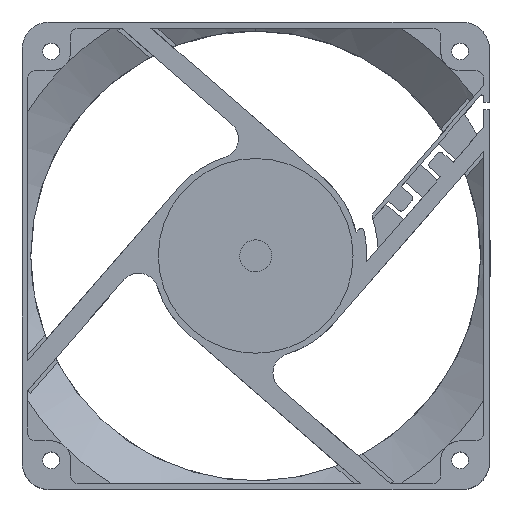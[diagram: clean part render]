
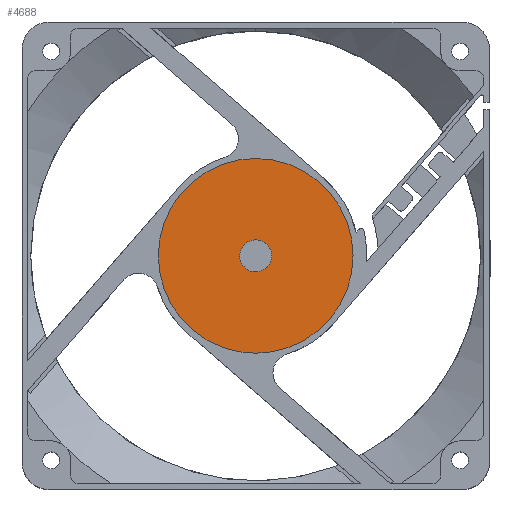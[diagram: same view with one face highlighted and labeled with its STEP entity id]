
A CAD part, top view. The second image highlights one B-rep face of the part: STEP entity #4688.
In plain terms, the highlighted planar face has unit normal (0, 0, 1).
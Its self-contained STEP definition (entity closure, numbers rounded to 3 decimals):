
#405 = CARTESIAN_POINT ( 'NONE',  ( 3.287, 2.518, -0.3 ) ) ;
#627 = CARTESIAN_POINT ( 'NONE',  ( -1.695, 3.741, -0.3 ) ) ;
#1501 = AXIS2_PLACEMENT_3D ( 'NONE', #7234, #4801, #9669 ) ;
#1727 = CARTESIAN_POINT ( 'NONE',  ( 0., 4.105, -0.3 ) ) ;
#1728 = CARTESIAN_POINT ( 'NONE',  ( -2.71, 3.095, -0.3 ) ) ;
#1840 = CARTESIAN_POINT ( 'NONE',  ( -4.105, 0.544, -0.3 ) ) ;
#2057 = ORIENTED_EDGE ( 'NONE', *, *, #15298, .T. ) ;
#2276 = CARTESIAN_POINT ( 'NONE',  ( -0.539, 4.105, -0.3 ) ) ;
#2328 = CIRCLE ( 'NONE', #1501, 25. ) ;
#2838 = CARTESIAN_POINT ( 'NONE',  ( 2.71, -3.095, -0.3 ) ) ;
#2947 = CARTESIAN_POINT ( 'NONE',  ( 0., -4.105, -0.3 ) ) ;
#3116 = CARTESIAN_POINT ( 'NONE',  ( -0.544, -4.105, -0.3 ) ) ;
#3958 = DIRECTION ( 'NONE',  ( 0., 0., 1. ) ) ;
#3989 = CARTESIAN_POINT ( 'NONE',  ( 25., 0., -0.3 ) ) ;
#4159 = DIRECTION ( 'NONE',  ( 0., 0., 1. ) ) ;
#4181 = CARTESIAN_POINT ( 'NONE',  ( 0., -4.105, -0.3 ) ) ;
#4183 = CARTESIAN_POINT ( 'NONE',  ( -2.074, -3.584, -0.3 ) ) ;
#4341 = CARTESIAN_POINT ( 'NONE',  ( -2.518, -3.287, -0.3 ) ) ;
#4688 = ADVANCED_FACE ( 'NONE', ( #13057, #9685 ), #5344, .T. ) ;
#4801 = DIRECTION ( 'NONE',  ( 0., 0., 1. ) ) ;
#4852 = EDGE_CURVE ( 'NONE', #13076, #6492, #13982, .T. ) ;
#5291 = DIRECTION ( 'NONE',  ( 1., 0., 0. ) ) ;
#5344 = PLANE ( 'NONE',  #5673 ) ;
#5559 = CARTESIAN_POINT ( 'NONE',  ( 1.695, -3.741, -0.3 ) ) ;
#5624 = CARTESIAN_POINT ( 'NONE',  ( -3.287, -2.518, -0.3 ) ) ;
#5673 = AXIS2_PLACEMENT_3D ( 'NONE', #12926, #3958, #5291 ) ;
#6183 = VERTEX_POINT ( 'NONE', #3989 ) ;
#6492 = VERTEX_POINT ( 'NONE', #14787 ) ;
#6613 = CARTESIAN_POINT ( 'NONE',  ( 1.819, -3.683, -0.3 ) ) ;
#6760 = DIRECTION ( 'NONE',  ( 1., 0., 0. ) ) ;
#6783 = CARTESIAN_POINT ( 'NONE',  ( -4.001, 1.068, -0.3 ) ) ;
#6934 = ORIENTED_EDGE ( 'NONE', *, *, #4852, .T. ) ;
#6936 = CARTESIAN_POINT ( 'NONE',  ( -2.4, 3.351, -0.3 ) ) ;
#7003 = CARTESIAN_POINT ( 'NONE',  ( 0., 4.105, -0.3 ) ) ;
#7234 = CARTESIAN_POINT ( 'NONE',  ( 0., 0., -0.3 ) ) ;
#7509 = CARTESIAN_POINT ( 'NONE',  ( 0., -4.105, -0.3 ) ) ;
#7954 = CARTESIAN_POINT ( 'NONE',  ( 1.068, 4.001, -0.3 ) ) ;
#8015 = CARTESIAN_POINT ( 'NONE',  ( -4.105, -0.544, -0.3 ) ) ;
#8113 = CARTESIAN_POINT ( 'NONE',  ( 0.544, 4.105, -0.3 ) ) ;
#8232 = ORIENTED_EDGE ( 'NONE', *, *, #16026, .T. ) ;
#8233 = CARTESIAN_POINT ( 'NONE',  ( -2.056, 3.556, -0.3 ) ) ;
#8707 = ORIENTED_EDGE ( 'NONE', *, *, #9181, .T. ) ;
#9167 = B_SPLINE_CURVE_WITH_KNOTS ( 'NONE', 3,
 ( #1727, #8113, #7954, #15439, #9221, #405, #13089, #9168, #10448, #10660, #10500, #13029, #14180, #2838, #14227, #15501, #6613, #5559, #11709, #11768, #4181 ),
 .UNSPECIFIED., .F., .F.,
 ( 4, 2, 2, 2, 2, 2, 2, 1, 2, 2, 4 ),
 ( 0., 0.125, 0.25, 0.375, 0.5, 0.625, 0.75, 0.813, 0.844, 0.875, 1. ),
 .UNSPECIFIED. ) ;
#9168 = CARTESIAN_POINT ( 'NONE',  ( 4.001, 1.068, -0.3 ) ) ;
#9181 = EDGE_CURVE ( 'NONE', #6492, #13076, #9167, .T. ) ;
#9221 = CARTESIAN_POINT ( 'NONE',  ( 2.518, 3.287, -0.3 ) ) ;
#9485 = CARTESIAN_POINT ( 'NONE',  ( -1.074, 3.999, -0.3 ) ) ;
#9669 = DIRECTION ( 'NONE',  ( 1., 0., 0. ) ) ;
#9685 = FACE_OUTER_BOUND ( 'NONE', #15771, .T. ) ;
#9891 = CIRCLE ( 'NONE', #15696, 25. ) ;
#10448 = CARTESIAN_POINT ( 'NONE',  ( 4.105, 0.544, -0.3 ) ) ;
#10479 = CARTESIAN_POINT ( 'NONE',  ( 0., 0., -0.3 ) ) ;
#10500 = CARTESIAN_POINT ( 'NONE',  ( 4.001, -1.068, -0.3 ) ) ;
#10616 = CARTESIAN_POINT ( 'NONE',  ( -1.819, 3.683, -0.3 ) ) ;
#10660 = CARTESIAN_POINT ( 'NONE',  ( 4.105, -0.544, -0.3 ) ) ;
#10720 = CARTESIAN_POINT ( 'NONE',  ( -3.584, -2.073, -0.3 ) ) ;
#11709 = CARTESIAN_POINT ( 'NONE',  ( 1.074, -3.999, -0.3 ) ) ;
#11768 = CARTESIAN_POINT ( 'NONE',  ( 0.539, -4.105, -0.3 ) ) ;
#11993 = CARTESIAN_POINT ( 'NONE',  ( -3.584, 2.074, -0.3 ) ) ;
#12926 = CARTESIAN_POINT ( 'NONE',  ( 0., 0., -0.3 ) ) ;
#13029 = CARTESIAN_POINT ( 'NONE',  ( 3.584, -2.074, -0.3 ) ) ;
#13057 = FACE_BOUND ( 'NONE', #14051, .T. ) ;
#13076 = VERTEX_POINT ( 'NONE', #7509 ) ;
#13089 = CARTESIAN_POINT ( 'NONE',  ( 3.584, 2.073, -0.3 ) ) ;
#13982 = B_SPLINE_CURVE_WITH_KNOTS ( 'NONE', 3,
 ( #2947, #3116, #14343, #4183, #4341, #5624, #10720, #15716, #8015, #1840, #6783, #11993, #15606, #1728, #6936, #8233, #10616, #627, #9485, #2276, #7003 ),
 .UNSPECIFIED., .F., .F.,
 ( 4, 2, 2, 2, 2, 2, 2, 1, 2, 2, 4 ),
 ( 0., 0.125, 0.25, 0.375, 0.5, 0.625, 0.75, 0.813, 0.844, 0.875, 1. ),
 .UNSPECIFIED. ) ;
#14051 = EDGE_LOOP ( 'NONE', ( #6934, #8707 ) ) ;
#14070 = CARTESIAN_POINT ( 'NONE',  ( -25., 0., -0.3 ) ) ;
#14180 = CARTESIAN_POINT ( 'NONE',  ( 3.287, -2.518, -0.3 ) ) ;
#14227 = CARTESIAN_POINT ( 'NONE',  ( 2.4, -3.351, -0.3 ) ) ;
#14343 = CARTESIAN_POINT ( 'NONE',  ( -1.068, -4.001, -0.3 ) ) ;
#14611 = VERTEX_POINT ( 'NONE', #14070 ) ;
#14787 = CARTESIAN_POINT ( 'NONE',  ( 0., 4.105, -0.3 ) ) ;
#15298 = EDGE_CURVE ( 'NONE', #6183, #14611, #9891, .T. ) ;
#15439 = CARTESIAN_POINT ( 'NONE',  ( 2.074, 3.584, -0.3 ) ) ;
#15501 = CARTESIAN_POINT ( 'NONE',  ( 2.056, -3.556, -0.3 ) ) ;
#15606 = CARTESIAN_POINT ( 'NONE',  ( -3.287, 2.518, -0.3 ) ) ;
#15696 = AXIS2_PLACEMENT_3D ( 'NONE', #10479, #4159, #6760 ) ;
#15716 = CARTESIAN_POINT ( 'NONE',  ( -4.001, -1.068, -0.3 ) ) ;
#15771 = EDGE_LOOP ( 'NONE', ( #8232, #2057 ) ) ;
#16026 = EDGE_CURVE ( 'NONE', #14611, #6183, #2328, .T. ) ;
